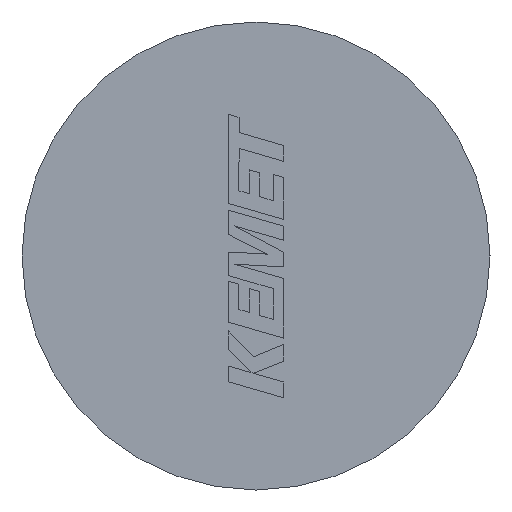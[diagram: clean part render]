
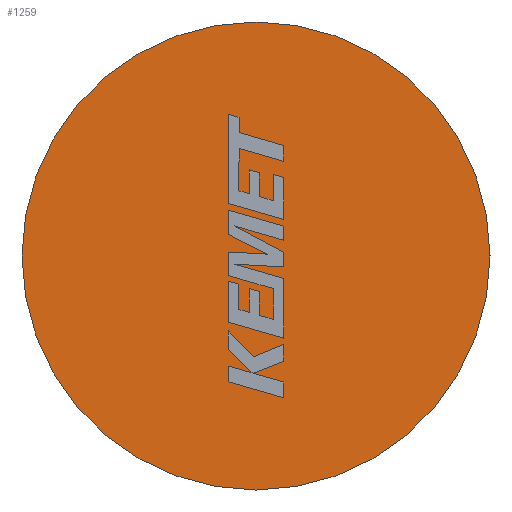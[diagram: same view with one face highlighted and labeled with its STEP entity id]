
A CAD part, left-side view. The second image highlights one B-rep face of the part: STEP entity #1259.
In plain terms, the highlighted planar face has unit normal (-1, 0, 0).
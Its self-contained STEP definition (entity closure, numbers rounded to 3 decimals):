
#34 = DIRECTION ( 'NONE',  ( 0., 0., -1. ) ) ;
#634 = ORIENTED_EDGE ( 'NONE', *, *, #1515, .F. ) ;
#837 = DIRECTION ( 'NONE',  ( 1., 0., 0. ) ) ;
#934 = DIRECTION ( 'NONE',  ( 1., 0., 0. ) ) ;
#1083 = CARTESIAN_POINT ( 'NONE',  ( 0., 0., 0. ) ) ;
#1092 = AXIS2_PLACEMENT_3D ( 'NONE', #1240, #934, #3225 ) ;
#1224 = CIRCLE ( 'NONE', #1871, 3.4 ) ;
#1240 = CARTESIAN_POINT ( 'NONE',  ( 0., 0., 0. ) ) ;
#1259 = ADVANCED_FACE ( 'NONE', ( #1866 ), #2335, .F. ) ;
#1266 = ORIENTED_EDGE ( 'NONE', *, *, #3141, .F. ) ;
#1515 = EDGE_CURVE ( 'NONE', #2186, #2753, #1224, .T. ) ;
#1665 = EDGE_LOOP ( 'NONE', ( #1266, #634 ) ) ;
#1866 = FACE_OUTER_BOUND ( 'NONE', #1665, .T. ) ;
#1871 = AXIS2_PLACEMENT_3D ( 'NONE', #2185, #2705, #2482 ) ;
#2185 = CARTESIAN_POINT ( 'NONE',  ( 0., 0., 0. ) ) ;
#2186 = VERTEX_POINT ( 'NONE', #2420 ) ;
#2335 = PLANE ( 'NONE',  #3261 ) ;
#2420 = CARTESIAN_POINT ( 'NONE',  ( 0., 0., -3.4 ) ) ;
#2482 = DIRECTION ( 'NONE',  ( 0., 0., -1. ) ) ;
#2705 = DIRECTION ( 'NONE',  ( 1., 0., 0. ) ) ;
#2753 = VERTEX_POINT ( 'NONE', #3090 ) ;
#2972 = CIRCLE ( 'NONE', #1092, 3.4 ) ;
#3090 = CARTESIAN_POINT ( 'NONE',  ( 0., 0., 3.4 ) ) ;
#3141 = EDGE_CURVE ( 'NONE', #2753, #2186, #2972, .T. ) ;
#3225 = DIRECTION ( 'NONE',  ( 0., 0., -1. ) ) ;
#3261 = AXIS2_PLACEMENT_3D ( 'NONE', #1083, #837, #34 ) ;
